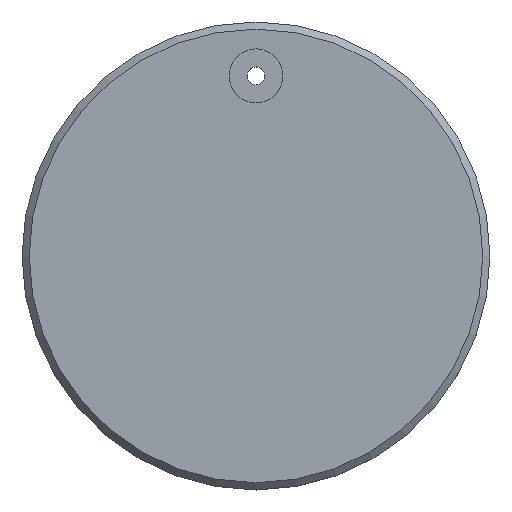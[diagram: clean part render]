
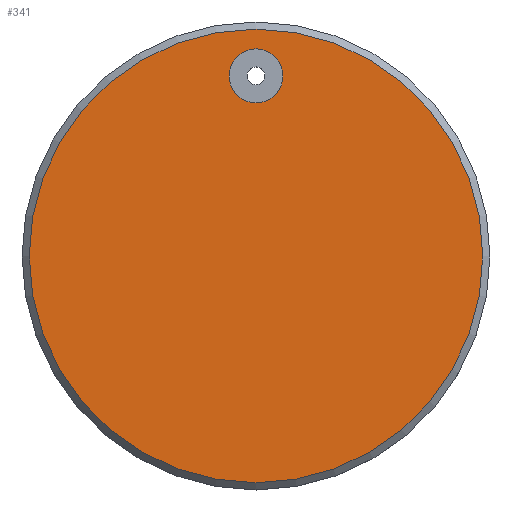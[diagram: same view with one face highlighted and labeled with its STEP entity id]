
A CAD part, top view. The second image highlights one B-rep face of the part: STEP entity #341.
In plain terms, the highlighted planar face has unit normal (0, 0, 1).
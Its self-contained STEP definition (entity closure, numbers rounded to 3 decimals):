
#242=CARTESIAN_POINT('',(-63.,0.,12.));
#243=VERTEX_POINT('',#242);
#250=CARTESIAN_POINT('',(63.,0.,12.));
#251=VERTEX_POINT('',#250);
#252=CARTESIAN_POINT('',(0.,0.,12.));
#253=DIRECTION('',(-1.,0.,0.));
#254=DIRECTION('',(0.,0.,-1.));
#255=AXIS2_PLACEMENT_3D('',#252,#254,#253);
#256=CIRCLE('',#255,63.);
#257=EDGE_CURVE('',#243,#251,#256,.T.);
#259=CARTESIAN_POINT('',(0.,0.,12.));
#260=DIRECTION('',(1.,0.,0.));
#261=DIRECTION('',(0.,0.,-1.));
#262=AXIS2_PLACEMENT_3D('',#259,#261,#260);
#263=CIRCLE('',#262,63.);
#264=EDGE_CURVE('',#251,#243,#263,.T.);
#312=CARTESIAN_POINT('',(0.,0.,12.));
#313=DIRECTION('',(1.,0.,0.));
#314=DIRECTION('',(0.,0.,1.));
#315=AXIS2_PLACEMENT_3D('',#312,#314,#313);
#316=PLANE('',#315);
#317=ORIENTED_EDGE('',*,*,#257,.F.);
#318=ORIENTED_EDGE('',*,*,#264,.F.);
#319=EDGE_LOOP('',(#317,#318));
#320=FACE_OUTER_BOUND('',#319,.T.);
#321=CARTESIAN_POINT('',(7.5,50.,12.));
#322=VERTEX_POINT('',#321);
#323=CARTESIAN_POINT('',(-7.5,50.,12.));
#324=VERTEX_POINT('',#323);
#325=CARTESIAN_POINT('',(0.,50.,12.));
#326=DIRECTION('',(1.,0.,0.));
#327=DIRECTION('',(0.,0.,-1.));
#328=AXIS2_PLACEMENT_3D('',#325,#327,#326);
#329=CIRCLE('',#328,7.5);
#330=EDGE_CURVE('',#322,#324,#329,.T.);
#331=ORIENTED_EDGE('E25',*,*,#330,.T.);
#332=CARTESIAN_POINT('',(0.,50.,12.));
#333=DIRECTION('',(-1.,0.,0.));
#334=DIRECTION('',(0.,0.,-1.));
#335=AXIS2_PLACEMENT_3D('',#332,#334,#333);
#336=CIRCLE('',#335,7.5);
#337=EDGE_CURVE('',#324,#322,#336,.T.);
#338=ORIENTED_EDGE('E26',*,*,#337,.T.);
#339=EDGE_LOOP('',(#331,#338));
#340=FACE_BOUND('',#339,.T.);
#341=ADVANCED_FACE('F10',(#320,#340),#316,.T.);
